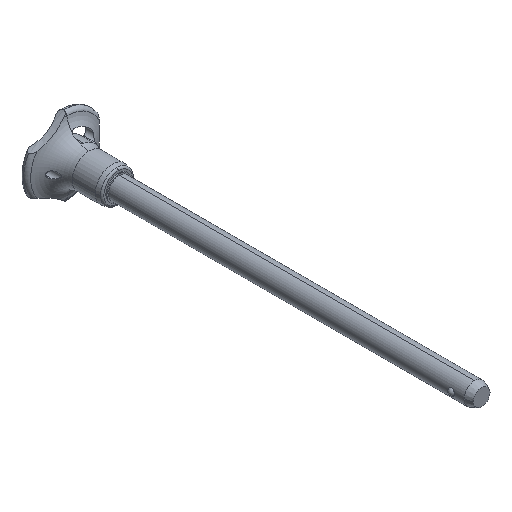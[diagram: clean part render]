
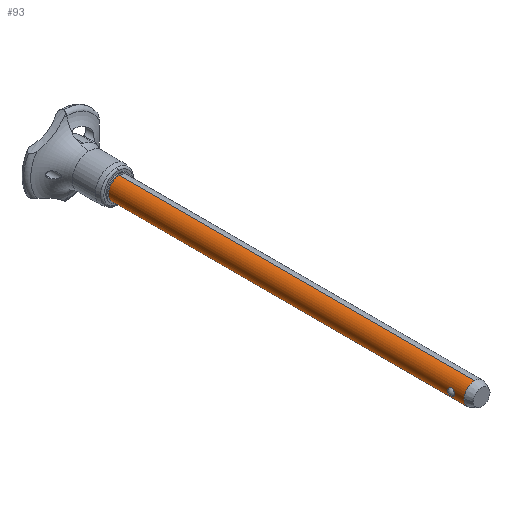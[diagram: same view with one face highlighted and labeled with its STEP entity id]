
A CAD part, isometric view. The second image highlights one B-rep face of the part: STEP entity #93.
In plain terms, the highlighted cylindrical face has radius 3.969 mm (diameter 7.938 mm), a partial arc.
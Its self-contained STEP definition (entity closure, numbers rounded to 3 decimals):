
#93=ADVANCED_FACE('',(#224,#225),#226,.T.);
#224=FACE_OUTER_BOUND('',#396,.T.);
#225=FACE_BOUND('',#397,.T.);
#226=CYLINDRICAL_SURFACE('',#398,3.969);
#396=EDGE_LOOP('',(#603,#604,#605,#606,#607));
#397=EDGE_LOOP('',(#608,#609));
#398=AXIS2_PLACEMENT_3D('',#610,#611,#612);
#603=ORIENTED_EDGE('',*,*,#1093,.F.);
#604=ORIENTED_EDGE('',*,*,#1094,.T.);
#605=ORIENTED_EDGE('',*,*,#1095,.T.);
#606=ORIENTED_EDGE('',*,*,#1096,.F.);
#607=ORIENTED_EDGE('',*,*,#1097,.F.);
#608=ORIENTED_EDGE('',*,*,#1098,.T.);
#609=ORIENTED_EDGE('',*,*,#1099,.T.);
#610=CARTESIAN_POINT('',(0.,-66.421,0.0));
#611=DIRECTION('',(0.,1.0,0.0));
#612=DIRECTION('',(0.0,0.0,-1.0));
#1093=EDGE_CURVE('',#1327,#1328,#1329,.T.);
#1094=EDGE_CURVE('',#1327,#1330,#1331,.T.);
#1095=EDGE_CURVE('',#1330,#1332,#1333,.T.);
#1096=EDGE_CURVE('',#1334,#1332,#1335,.T.);
#1097=EDGE_CURVE('',#1328,#1334,#1336,.T.);
#1098=EDGE_CURVE('',#1337,#1338,#1339,.T.);
#1099=EDGE_CURVE('',#1338,#1337,#1340,.T.);
#1327=VERTEX_POINT('',#1824);
#1328=VERTEX_POINT('',#1825);
#1329=LINE('',#1826,#1827);
#1330=VERTEX_POINT('',#1828);
#1331=CIRCLE('',#1829,3.969);
#1332=VERTEX_POINT('',#1830);
#1333=CIRCLE('',#1831,3.969);
#1334=VERTEX_POINT('',#1832);
#1335=LINE('',#1833,#1834);
#1336=CIRCLE('',#1835,3.969);
#1337=VERTEX_POINT('',#1836);
#1338=VERTEX_POINT('',#1837);
#1339=B_SPLINE_CURVE_WITH_KNOTS('',3,(#1838,#1839,#1840,#1841,#1842,#1843,#1844,#1845,#1846,#1847,#1848,#1849,#1850,#1851,#1852,#1853,#1854,#1855,#1856,#1857,#1858,#1859,#1860,#1861,#1862,#1863),.UNSPECIFIED.,.F.,.F.,(4,2,2,2,2,2,2,2,2,2,2,2,4),(0.0,0.401,0.802,0.988,1.174,1.485,1.795,2.106,2.416,2.603,2.789,3.19,3.59),.UNSPECIFIED.);
#1340=B_SPLINE_CURVE_WITH_KNOTS('',3,(#1864,#1865,#1866,#1867,#1868,#1869,#1870,#1871,#1872,#1873,#1874,#1875,#1876,#1877,#1878,#1879,#1880,#1881,#1882,#1883,#1884,#1885,#1886,#1887,#1888,#1889),.UNSPECIFIED.,.F.,.F.,(4,2,2,2,2,2,2,2,2,2,2,2,4),(3.59,3.991,4.392,4.578,4.764,5.075,5.386,5.696,6.007,6.193,6.379,6.78,7.181),.UNSPECIFIED.);
#1824=CARTESIAN_POINT('',(0.,-130.327,-3.969));
#1825=CARTESIAN_POINT('',(0.,0.0,-3.969));
#1826=CARTESIAN_POINT('',(0.,-66.421,-3.969));
#1827=VECTOR('',#3384,1.0);
#1828=CARTESIAN_POINT('',(-3.969,-130.327,0.));
#1829=AXIS2_PLACEMENT_3D('',#3385,#3386,#3387);
#1830=CARTESIAN_POINT('',(0.,-130.327,3.969));
#1831=AXIS2_PLACEMENT_3D('',#3388,#3389,#3390);
#1832=CARTESIAN_POINT('',(0.,0.,3.969));
#1833=CARTESIAN_POINT('',(0.,-66.421,3.969));
#1834=VECTOR('',#3391,1.0);
#1835=AXIS2_PLACEMENT_3D('',#3392,#3393,#3394);
#1836=CARTESIAN_POINT('',(-3.776,-125.624,1.222));
#1837=CARTESIAN_POINT('',(-3.776,-125.624,-1.222));
#1838=CARTESIAN_POINT('',(-3.776,-125.624,1.222));
#1839=CARTESIAN_POINT('',(-3.776,-125.757,1.222));
#1840=CARTESIAN_POINT('',(-3.784,-125.9,1.197));
#1841=CARTESIAN_POINT('',(-3.815,-126.164,1.095));
#1842=CARTESIAN_POINT('',(-3.837,-126.286,1.018));
#1843=CARTESIAN_POINT('',(-3.868,-126.429,0.889));
#1844=CARTESIAN_POINT('',(-3.879,-126.476,0.841));
#1845=CARTESIAN_POINT('',(-3.9,-126.559,0.736));
#1846=CARTESIAN_POINT('',(-3.911,-126.596,0.68));
#1847=CARTESIAN_POINT('',(-3.933,-126.677,0.536));
#1848=CARTESIAN_POINT('',(-3.947,-126.719,0.432));
#1849=CARTESIAN_POINT('',(-3.964,-126.775,0.216));
#1850=CARTESIAN_POINT('',(-3.969,-126.788,0.104));
#1851=CARTESIAN_POINT('',(-3.969,-126.788,-0.104));
#1852=CARTESIAN_POINT('',(-3.964,-126.775,-0.216));
#1853=CARTESIAN_POINT('',(-3.947,-126.719,-0.432));
#1854=CARTESIAN_POINT('',(-3.933,-126.677,-0.536));
#1855=CARTESIAN_POINT('',(-3.911,-126.596,-0.68));
#1856=CARTESIAN_POINT('',(-3.9,-126.559,-0.736));
#1857=CARTESIAN_POINT('',(-3.879,-126.476,-0.841));
#1858=CARTESIAN_POINT('',(-3.868,-126.429,-0.889));
#1859=CARTESIAN_POINT('',(-3.837,-126.286,-1.018));
#1860=CARTESIAN_POINT('',(-3.815,-126.164,-1.095));
#1861=CARTESIAN_POINT('',(-3.784,-125.9,-1.197));
#1862=CARTESIAN_POINT('',(-3.776,-125.757,-1.222));
#1863=CARTESIAN_POINT('',(-3.776,-125.624,-1.222));
#1864=CARTESIAN_POINT('',(-3.776,-125.624,-1.222));
#1865=CARTESIAN_POINT('',(-3.776,-125.49,-1.222));
#1866=CARTESIAN_POINT('',(-3.784,-125.348,-1.197));
#1867=CARTESIAN_POINT('',(-3.815,-125.084,-1.095));
#1868=CARTESIAN_POINT('',(-3.837,-124.962,-1.018));
#1869=CARTESIAN_POINT('',(-3.868,-124.818,-0.889));
#1870=CARTESIAN_POINT('',(-3.879,-124.772,-0.841));
#1871=CARTESIAN_POINT('',(-3.9,-124.688,-0.736));
#1872=CARTESIAN_POINT('',(-3.911,-124.651,-0.68));
#1873=CARTESIAN_POINT('',(-3.933,-124.571,-0.536));
#1874=CARTESIAN_POINT('',(-3.947,-124.528,-0.432));
#1875=CARTESIAN_POINT('',(-3.964,-124.473,-0.216));
#1876=CARTESIAN_POINT('',(-3.969,-124.46,-0.104));
#1877=CARTESIAN_POINT('',(-3.969,-124.46,0.104));
#1878=CARTESIAN_POINT('',(-3.964,-124.473,0.216));
#1879=CARTESIAN_POINT('',(-3.947,-124.528,0.432));
#1880=CARTESIAN_POINT('',(-3.933,-124.571,0.536));
#1881=CARTESIAN_POINT('',(-3.911,-124.651,0.68));
#1882=CARTESIAN_POINT('',(-3.9,-124.688,0.736));
#1883=CARTESIAN_POINT('',(-3.879,-124.772,0.841));
#1884=CARTESIAN_POINT('',(-3.868,-124.818,0.889));
#1885=CARTESIAN_POINT('',(-3.837,-124.962,1.018));
#1886=CARTESIAN_POINT('',(-3.815,-125.084,1.095));
#1887=CARTESIAN_POINT('',(-3.784,-125.348,1.197));
#1888=CARTESIAN_POINT('',(-3.776,-125.49,1.222));
#1889=CARTESIAN_POINT('',(-3.776,-125.624,1.222));
#3384=DIRECTION('',(0.,1.0,0.0));
#3385=CARTESIAN_POINT('',(0.,-130.327,0.0));
#3386=DIRECTION('',(0.,1.0,0.));
#3387=DIRECTION('',(0.,0.,-1.0));
#3388=CARTESIAN_POINT('',(0.,-130.327,0.0));
#3389=DIRECTION('',(0.,1.0,0.));
#3390=DIRECTION('',(0.,0.,-1.0));
#3391=DIRECTION('',(0.,-1.0,-0.0));
#3392=CARTESIAN_POINT('',(0.,0.0,0.0));
#3393=DIRECTION('',(0.,1.0,0.0));
#3394=DIRECTION('',(0.0,0.0,-1.0));
